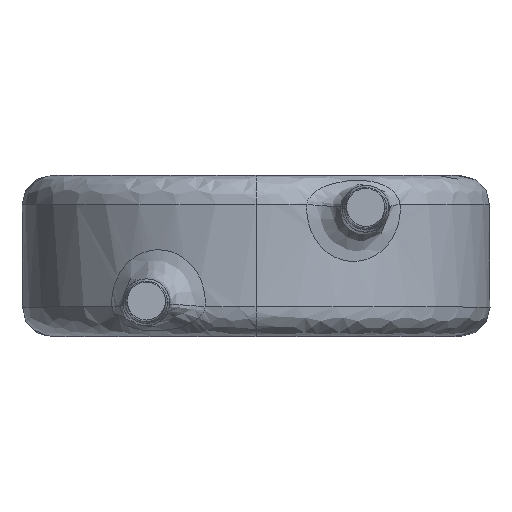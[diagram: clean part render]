
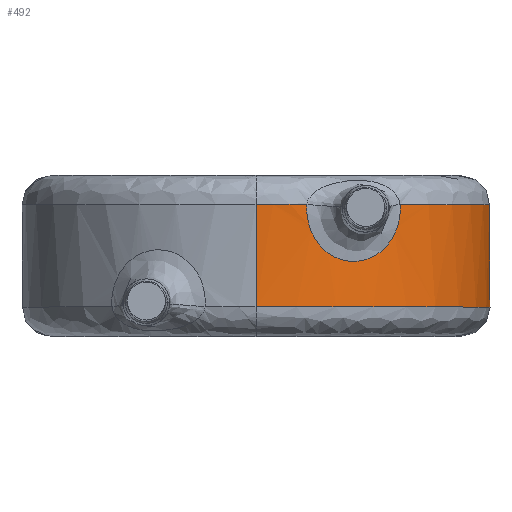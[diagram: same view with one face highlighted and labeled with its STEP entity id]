
A CAD part, top view. The second image highlights one B-rep face of the part: STEP entity #492.
In plain terms, the highlighted cylindrical face has radius 8 mm (diameter 16 mm), a partial arc.
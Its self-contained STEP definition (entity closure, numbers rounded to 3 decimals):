
#11 = CARTESIAN_POINT ( 'NONE',  ( 1.739, 4.5, 7.809 ) ) ;
#16 = DIRECTION ( 'NONE',  ( 0., 0., -1. ) ) ;
#53 = CARTESIAN_POINT ( 'NONE',  ( 0., 4.5, 8. ) ) ;
#105 = EDGE_CURVE ( 'NONE', #2423, #282, #539, .T. ) ;
#138 = CARTESIAN_POINT ( 'NONE',  ( 3.444, 2.554, 7.221 ) ) ;
#150 = CARTESIAN_POINT ( 'NONE',  ( 4.928, 4.5, 6.302 ) ) ;
#177 = B_SPLINE_CURVE_WITH_KNOTS ( 'NONE', 3,
 ( #150, #900, #912, #1294, #299, #1448, #1284, #2214, #1268, #1087, #872, #2018, #513, #1621, #2387, #315, #525, #1673, #734, #2041, #1486, #2247, #886, #546, #2005, #1834, #138, #1647, #1460, #343, #1848, #948, #2271, #1719, #1897, #1325, #1692, #782, #794, #204, #1499, #1156, #11 ),
 .UNSPECIFIED., .F., .F.,
 ( 4, 2, 2, 2, 2, 2, 2, 2, 2, 2, 2, 2, 1, 2, 2, 2, 2, 2, 2, 2, 2, 4 ),
 ( 0., 0.063, 0.094, 0.109, 0.125, 0.188, 0.219, 0.25, 0.313, 0.344, 0.375, 0.438, 0.469, 0.484, 0.5, 0.563, 0.625, 0.75, 0.813, 0.844, 0.875, 1. ),
 .UNSPECIFIED. ) ;
#204 = CARTESIAN_POINT ( 'NONE',  ( 1.837, 3.709, 7.786 ) ) ;
#282 = VERTEX_POINT ( 'NONE', #1554 ) ;
#299 = CARTESIAN_POINT ( 'NONE',  ( 4.906, 4.011, 6.319 ) ) ;
#311 = DIRECTION ( 'NONE',  ( 0., -1., 0. ) ) ;
#315 = CARTESIAN_POINT ( 'NONE',  ( 4.456, 3.062, 6.645 ) ) ;
#324 = DIRECTION ( 'NONE',  ( 0., 0., 1. ) ) ;
#343 = CARTESIAN_POINT ( 'NONE',  ( 3.16, 2.556, 7.35 ) ) ;
#374 = ORIENTED_EDGE ( 'NONE', *, *, #763, .F. ) ;
#398 = CARTESIAN_POINT ( 'NONE',  ( 1.739, 4.5, 7.809 ) ) ;
#455 = DIRECTION ( 'NONE',  ( 0., 1., 0. ) ) ;
#492 = ADVANCED_FACE ( 'NONE', ( #1731 ), #871, .T. ) ;
#500 = ORIENTED_EDGE ( 'NONE', *, *, #105, .F. ) ;
#513 = CARTESIAN_POINT ( 'NONE',  ( 4.661, 3.344, 6.502 ) ) ;
#516 = VECTOR ( 'NONE', #311, 1000. ) ;
#525 = CARTESIAN_POINT ( 'NONE',  ( 4.378, 2.981, 6.696 ) ) ;
#539 = CIRCLE ( 'NONE', #1327, 8. ) ;
#543 = LINE ( 'NONE', #2036, #516 ) ;
#546 = CARTESIAN_POINT ( 'NONE',  ( 3.66, 2.586, 7.114 ) ) ;
#565 = CIRCLE ( 'NONE', #1958, 8. ) ;
#734 = CARTESIAN_POINT ( 'NONE',  ( 4.208, 2.841, 6.804 ) ) ;
#763 = EDGE_CURVE ( 'NONE', #1720, #1832, #1461, .T. ) ;
#782 = CARTESIAN_POINT ( 'NONE',  ( 1.905, 3.535, 7.77 ) ) ;
#794 = CARTESIAN_POINT ( 'NONE',  ( 1.858, 3.649, 7.781 ) ) ;
#807 = LINE ( 'NONE', #1199, #1160 ) ;
#836 = EDGE_CURVE ( 'NONE', #282, #1316, #543, .T. ) ;
#871 = CYLINDRICAL_SURFACE ( 'NONE', #2307, 8. ) ;
#872 = CARTESIAN_POINT ( 'NONE',  ( 4.771, 3.549, 6.422 ) ) ;
#879 = CARTESIAN_POINT ( 'NONE',  ( 0., 1., 8. ) ) ;
#886 = CARTESIAN_POINT ( 'NONE',  ( 3.818, 2.63, 7.031 ) ) ;
#900 = CARTESIAN_POINT ( 'NONE',  ( 4.937, 4.376, 6.295 ) ) ;
#912 = CARTESIAN_POINT ( 'NONE',  ( 4.935, 4.254, 6.296 ) ) ;
#936 = ORIENTED_EDGE ( 'NONE', *, *, #1454, .T. ) ;
#948 = CARTESIAN_POINT ( 'NONE',  ( 2.827, 2.638, 7.485 ) ) ;
#949 = VERTEX_POINT ( 'NONE', #879 ) ;
#963 = CARTESIAN_POINT ( 'NONE',  ( 0., 1., 0. ) ) ;
#1073 = AXIS2_PLACEMENT_3D ( 'NONE', #1643, #2026, #324 ) ;
#1085 = ORIENTED_EDGE ( 'NONE', *, *, #836, .F. ) ;
#1087 = CARTESIAN_POINT ( 'NONE',  ( 4.814, 3.658, 6.389 ) ) ;
#1156 = CARTESIAN_POINT ( 'NONE',  ( 1.72, 4.25, 7.813 ) ) ;
#1158 = CARTESIAN_POINT ( 'NONE',  ( 0., 1., -8. ) ) ;
#1160 = VECTOR ( 'NONE', #2359, 1000. ) ;
#1180 = DIRECTION ( 'NONE',  ( 0., -1., 0. ) ) ;
#1199 = CARTESIAN_POINT ( 'NONE',  ( 0., 5.5, 8. ) ) ;
#1268 = CARTESIAN_POINT ( 'NONE',  ( 4.857, 3.801, 6.357 ) ) ;
#1284 = CARTESIAN_POINT ( 'NONE',  ( 4.881, 3.891, 6.339 ) ) ;
#1294 = CARTESIAN_POINT ( 'NONE',  ( 4.915, 4.072, 6.312 ) ) ;
#1316 = VERTEX_POINT ( 'NONE', #1158 ) ;
#1325 = CARTESIAN_POINT ( 'NONE',  ( 2.017, 3.318, 7.742 ) ) ;
#1327 = AXIS2_PLACEMENT_3D ( 'NONE', #1571, #455, #1738 ) ;
#1380 = EDGE_LOOP ( 'NONE', ( #374, #1500, #1966, #1085, #500, #936 ) ) ;
#1448 = CARTESIAN_POINT ( 'NONE',  ( 4.888, 3.921, 6.333 ) ) ;
#1454 = EDGE_CURVE ( 'NONE', #2423, #1832, #177, .T. ) ;
#1460 = CARTESIAN_POINT ( 'NONE',  ( 3.274, 2.547, 7.301 ) ) ;
#1461 = CIRCLE ( 'NONE', #1073, 8. ) ;
#1486 = CARTESIAN_POINT ( 'NONE',  ( 4.07, 2.751, 6.887 ) ) ;
#1499 = CARTESIAN_POINT ( 'NONE',  ( 1.747, 4.006, 7.807 ) ) ;
#1500 = ORIENTED_EDGE ( 'NONE', *, *, #1551, .T. ) ;
#1551 = EDGE_CURVE ( 'NONE', #1720, #949, #807, .T. ) ;
#1554 = CARTESIAN_POINT ( 'NONE',  ( 0., 4.5, -8. ) ) ;
#1570 = CARTESIAN_POINT ( 'NONE',  ( 4.928, 4.5, 6.302 ) ) ;
#1571 = CARTESIAN_POINT ( 'NONE',  ( 0., 4.5, 0. ) ) ;
#1607 = DIRECTION ( 'NONE',  ( 0., 0., -1. ) ) ;
#1621 = CARTESIAN_POINT ( 'NONE',  ( 4.598, 3.246, 6.547 ) ) ;
#1643 = CARTESIAN_POINT ( 'NONE',  ( 0., 4.5, 0. ) ) ;
#1647 = CARTESIAN_POINT ( 'NONE',  ( 3.418, 2.552, 7.233 ) ) ;
#1673 = CARTESIAN_POINT ( 'NONE',  ( 4.252, 2.874, 6.777 ) ) ;
#1692 = CARTESIAN_POINT ( 'NONE',  ( 1.932, 3.479, 7.763 ) ) ;
#1711 = DIRECTION ( 'NONE',  ( 0., 1., 0. ) ) ;
#1719 = CARTESIAN_POINT ( 'NONE',  ( 2.315, 2.938, 7.659 ) ) ;
#1720 = VERTEX_POINT ( 'NONE', #53 ) ;
#1731 = FACE_OUTER_BOUND ( 'NONE', #1380, .T. ) ;
#1738 = DIRECTION ( 'NONE',  ( 0., 0., 1. ) ) ;
#1832 = VERTEX_POINT ( 'NONE', #398 ) ;
#1834 = CARTESIAN_POINT ( 'NONE',  ( 3.499, 2.559, 7.194 ) ) ;
#1848 = CARTESIAN_POINT ( 'NONE',  ( 2.938, 2.601, 7.442 ) ) ;
#1849 = EDGE_CURVE ( 'NONE', #949, #1316, #565, .T. ) ;
#1897 = CARTESIAN_POINT ( 'NONE',  ( 2.084, 3.218, 7.724 ) ) ;
#1958 = AXIS2_PLACEMENT_3D ( 'NONE', #963, #1711, #16 ) ;
#1966 = ORIENTED_EDGE ( 'NONE', *, *, #1849, .T. ) ;
#2005 = CARTESIAN_POINT ( 'NONE',  ( 3.58, 2.569, 7.155 ) ) ;
#2018 = CARTESIAN_POINT ( 'NONE',  ( 4.69, 3.394, 6.481 ) ) ;
#2026 = DIRECTION ( 'NONE',  ( 0., 1., 0. ) ) ;
#2036 = CARTESIAN_POINT ( 'NONE',  ( 0., 5.5, -8. ) ) ;
#2041 = CARTESIAN_POINT ( 'NONE',  ( 4.117, 2.779, 6.86 ) ) ;
#2139 = CARTESIAN_POINT ( 'NONE',  ( 0., 5.5, 0. ) ) ;
#2214 = CARTESIAN_POINT ( 'NONE',  ( 4.866, 3.832, 6.35 ) ) ;
#2247 = CARTESIAN_POINT ( 'NONE',  ( 3.921, 2.671, 6.974 ) ) ;
#2271 = CARTESIAN_POINT ( 'NONE',  ( 2.512, 2.785, 7.599 ) ) ;
#2307 = AXIS2_PLACEMENT_3D ( 'NONE', #2139, #1180, #1607 ) ;
#2359 = DIRECTION ( 'NONE',  ( 0., -1., 0. ) ) ;
#2387 = CARTESIAN_POINT ( 'NONE',  ( 4.563, 3.197, 6.571 ) ) ;
#2423 = VERTEX_POINT ( 'NONE', #1570 ) ;
